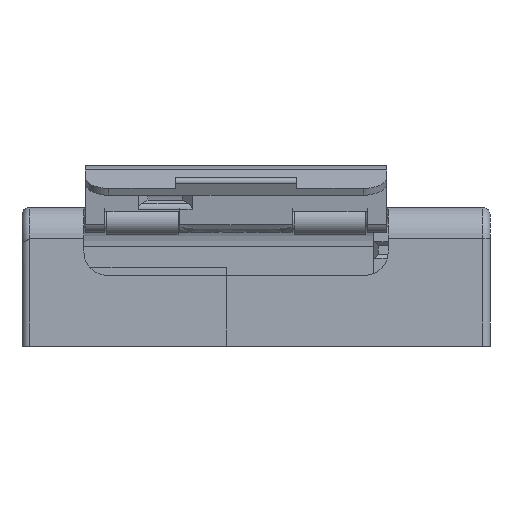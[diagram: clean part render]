
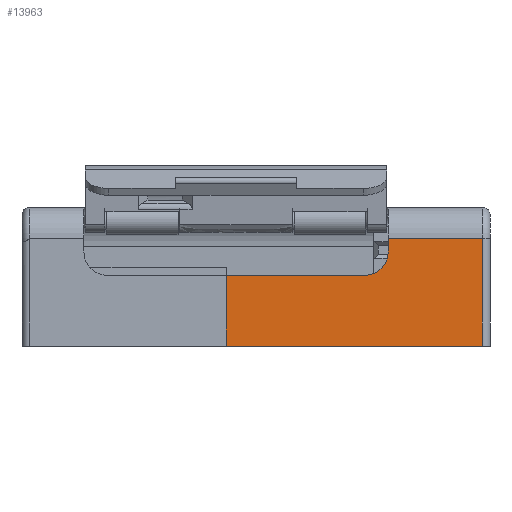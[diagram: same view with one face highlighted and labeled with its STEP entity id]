
A CAD part, front view. The second image highlights one B-rep face of the part: STEP entity #13963.
In plain terms, the highlighted planar face has unit normal (0, -1, 0).
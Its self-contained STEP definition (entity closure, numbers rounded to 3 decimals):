
#236=CIRCLE('',#14796,3.);
#724=FACE_OUTER_BOUND('',#1489,.T.);
#1489=EDGE_LOOP('',(#9395,#9396,#9397,#9398,#9399,#9400,#9401));
#2330=LINE('',#20269,#3990);
#2384=LINE('',#20393,#4044);
#2385=LINE('',#20395,#4045);
#2386=LINE('',#20397,#4046);
#2387=LINE('',#20400,#4047);
#2388=LINE('',#20401,#4048);
#3990=VECTOR('',#16058,10.);
#4044=VECTOR('',#16140,10.);
#4045=VECTOR('',#16141,10.);
#4046=VECTOR('',#16142,10.);
#4047=VECTOR('',#16145,10.);
#4048=VECTOR('',#16146,10.);
#5674=VERTEX_POINT('',#20266);
#5675=VERTEX_POINT('',#20268);
#5730=VERTEX_POINT('',#20391);
#5731=VERTEX_POINT('',#20392);
#5732=VERTEX_POINT('',#20394);
#5733=VERTEX_POINT('',#20396);
#5734=VERTEX_POINT('',#20398);
#7092=EDGE_CURVE('',#5674,#5675,#2330,.T.);
#7153=EDGE_CURVE('',#5730,#5731,#2384,.T.);
#7154=EDGE_CURVE('',#5732,#5730,#2385,.T.);
#7155=EDGE_CURVE('',#5733,#5732,#2386,.T.);
#7156=EDGE_CURVE('',#5734,#5733,#236,.T.);
#7157=EDGE_CURVE('',#5675,#5734,#2387,.F.);
#7158=EDGE_CURVE('',#5731,#5674,#2388,.T.);
#9395=ORIENTED_EDGE('',*,*,#7153,.F.);
#9396=ORIENTED_EDGE('',*,*,#7154,.F.);
#9397=ORIENTED_EDGE('',*,*,#7155,.F.);
#9398=ORIENTED_EDGE('',*,*,#7156,.F.);
#9399=ORIENTED_EDGE('',*,*,#7157,.F.);
#9400=ORIENTED_EDGE('',*,*,#7092,.F.);
#9401=ORIENTED_EDGE('',*,*,#7158,.F.);
#13384=PLANE('',#14795);
#13963=ADVANCED_FACE('',(#724),#13384,.T.);
#14795=AXIS2_PLACEMENT_3D('',#20390,#16138,#16139);
#14796=AXIS2_PLACEMENT_3D('',#20399,#16143,#16144);
#16058=DIRECTION('',(0.,0.,1.));
#16138=DIRECTION('center_axis',(0.,-1.,0.));
#16139=DIRECTION('ref_axis',(0.,0.,-1.));
#16140=DIRECTION('',(0.,0.,-1.));
#16141=DIRECTION('',(1.,0.,0.));
#16142=DIRECTION('',(0.,0.,1.));
#16143=DIRECTION('center_axis',(0.,-1.,0.));
#16144=DIRECTION('ref_axis',(0.707,0.,-0.707));
#16145=DIRECTION('',(-1.,0.,0.));
#16146=DIRECTION('',(-1.,0.,0.));
#20266=CARTESIAN_POINT('',(119.145,-59.068,6.706));
#20268=CARTESIAN_POINT('',(119.145,-59.068,15.82));
#20269=CARTESIAN_POINT('',(119.145,-59.068,11.173));
#20390=CARTESIAN_POINT('Origin',(125.971,-59.068,6.698));
#20391=CARTESIAN_POINT('',(152.069,-59.068,20.586));
#20392=CARTESIAN_POINT('',(152.069,-59.068,6.706));
#20393=CARTESIAN_POINT('',(152.069,-59.068,9.774));
#20394=CARTESIAN_POINT('',(139.969,-59.068,20.586));
#20395=CARTESIAN_POINT('',(133.47,-59.068,20.586));
#20396=CARTESIAN_POINT('',(139.969,-59.068,18.82));
#20397=CARTESIAN_POINT('',(139.969,-59.068,9.449));
#20398=CARTESIAN_POINT('',(136.969,-59.068,15.82));
#20399=CARTESIAN_POINT('Origin',(136.969,-59.068,18.82));
#20400=CARTESIAN_POINT('',(125.346,-59.068,15.82));
#20401=CARTESIAN_POINT('',(125.038,-59.068,6.706));
